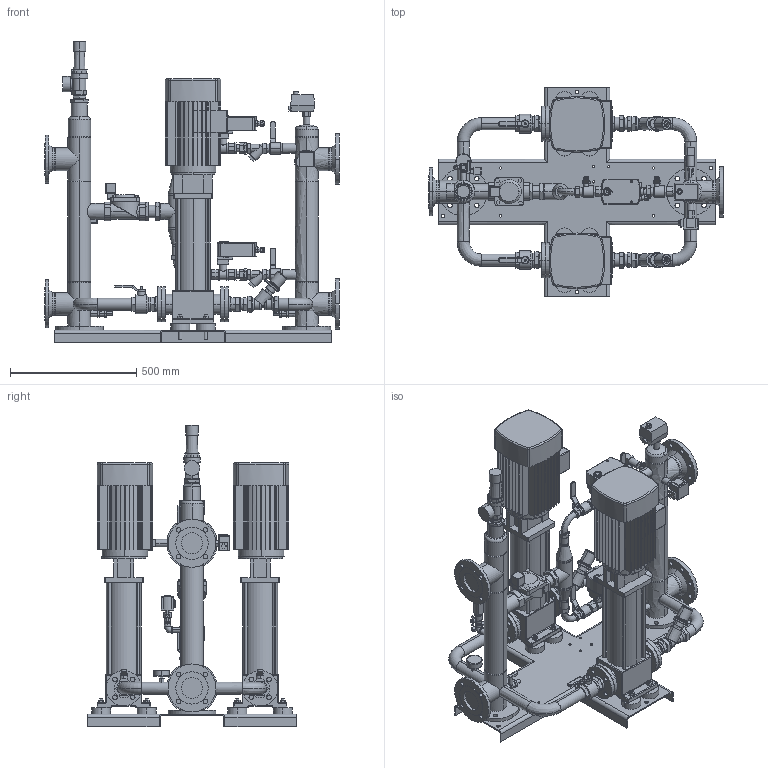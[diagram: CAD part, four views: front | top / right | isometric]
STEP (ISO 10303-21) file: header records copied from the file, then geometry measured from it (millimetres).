
FILE_DESCRIPTION((''),'2;1');
FILE_NAME('3d_VariomatGigaGH50-8931000.stp','2014-04-01T11:02:39',(''),(''),'Mechanical Desktop 2011','Mechanical Desktop 2011',', , ');
FILE_SCHEMA(('CONFIG_CONTROL_DESIGN'));
Length unit declared in the file: millimetre
Products named in the file (1): Product
Bounding box: 1168 x 830 x 1194.4 mm (x, y, z)
Volume: 78403885.7 mm3; surface area: 6310085.7 mm2
Topology: 67 solids, 73 shells, 3432 faces, 8437 edges, 5278 vertices
Faces by surface type: plane 1290, bspline 951, cylinder 948, cone 102, sphere 77, torus 64
Entity records: 110799 total; most frequent: CARTESIAN_POINT 30434, ORIENTED_EDGE 16720, DIRECTION 16535, EDGE_CURVE 8360, AXIS2_PLACEMENT_3D 5866, VERTEX_POINT 5276, VECTOR 4803, LINE 4803
